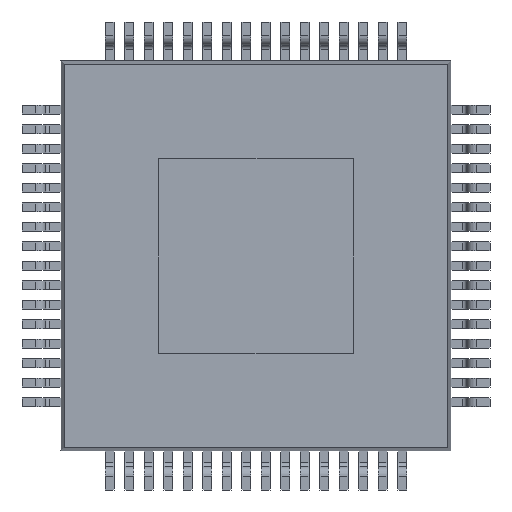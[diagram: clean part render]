
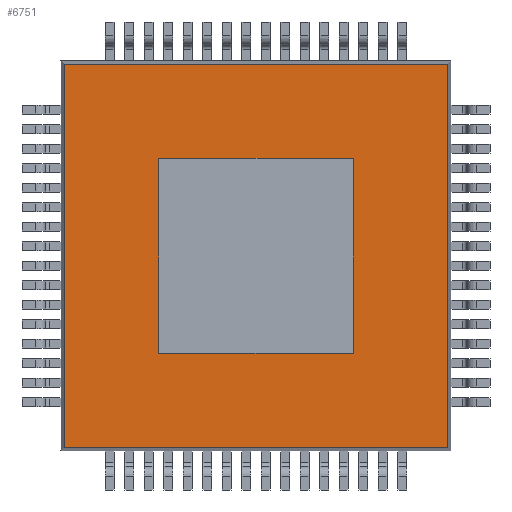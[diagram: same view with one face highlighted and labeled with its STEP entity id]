
A CAD part, front view. The second image highlights one B-rep face of the part: STEP entity #6751.
In plain terms, the highlighted planar face has unit normal (0, -1, 0).
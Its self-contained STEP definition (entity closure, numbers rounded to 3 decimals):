
#192 = CARTESIAN_POINT ( 'NONE',  ( 2.5, 0.2, -2.5 ) ) ;
#251 = DIRECTION ( 'NONE',  ( 0., 0., 1. ) ) ;
#916 = ORIENTED_EDGE ( 'NONE', *, *, #25817, .F. ) ;
#1254 = DIRECTION ( 'NONE',  ( 0., 0., 1. ) ) ;
#1473 = DIRECTION ( 'NONE',  ( 0., 0., -1. ) ) ;
#1687 = VECTOR ( 'NONE', #3278, 1000. ) ;
#2968 = VECTOR ( 'NONE', #251, 1000. ) ;
#3278 = DIRECTION ( 'NONE',  ( -1., 0., 0. ) ) ;
#3457 = DIRECTION ( 'NONE',  ( 1., 0., 0. ) ) ;
#3766 = CARTESIAN_POINT ( 'NONE',  ( 4.923, 0.2, -5. ) ) ;
#5123 = LINE ( 'NONE', #26595, #17530 ) ;
#5718 = VECTOR ( 'NONE', #1473, 1000. ) ;
#5811 = EDGE_CURVE ( 'NONE', #15360, #9481, #7616, .T. ) ;
#6063 = EDGE_LOOP ( 'NONE', ( #26420, #17286, #11470, #19169 ) ) ;
#6278 = DIRECTION ( 'NONE',  ( 1., 0., 0. ) ) ;
#6301 = VECTOR ( 'NONE', #6278, 1000. ) ;
#6751 = ADVANCED_FACE ( 'NONE', ( #26498, #28586 ), #18797, .T. ) ;
#7165 = CARTESIAN_POINT ( 'NONE',  ( -2.5, 0.2, -2.5 ) ) ;
#7616 = LINE ( 'NONE', #24390, #22422 ) ;
#7805 = CARTESIAN_POINT ( 'NONE',  ( 0., 0.2, 0. ) ) ;
#7889 = EDGE_CURVE ( 'NONE', #27685, #8179, #22286, .T. ) ;
#8179 = VERTEX_POINT ( 'NONE', #18050 ) ;
#9481 = VERTEX_POINT ( 'NONE', #16333 ) ;
#10029 = DIRECTION ( 'NONE',  ( 0., -1., 0. ) ) ;
#10361 = CARTESIAN_POINT ( 'NONE',  ( -4.923, 0.2, 5. ) ) ;
#10427 = VECTOR ( 'NONE', #1254, 1000. ) ;
#11470 = ORIENTED_EDGE ( 'NONE', *, *, #21930, .T. ) ;
#12846 = CARTESIAN_POINT ( 'NONE',  ( -5., 0.2, -4.923 ) ) ;
#13672 = EDGE_CURVE ( 'NONE', #23585, #15360, #15036, .T. ) ;
#13899 = LINE ( 'NONE', #12846, #6301 ) ;
#14247 = VERTEX_POINT ( 'NONE', #7165 ) ;
#14539 = DIRECTION ( 'NONE',  ( 0., 0., -1. ) ) ;
#15036 = LINE ( 'NONE', #18107, #2968 ) ;
#15360 = VERTEX_POINT ( 'NONE', #26624 ) ;
#15869 = EDGE_LOOP ( 'NONE', ( #916, #27779, #21638, #17185 ) ) ;
#16333 = CARTESIAN_POINT ( 'NONE',  ( -2.5, 0.2, 2.5 ) ) ;
#16924 = CARTESIAN_POINT ( 'NONE',  ( 2.5, 0.2, -2.5 ) ) ;
#17185 = ORIENTED_EDGE ( 'NONE', *, *, #17463, .F. ) ;
#17286 = ORIENTED_EDGE ( 'NONE', *, *, #7889, .T. ) ;
#17463 = EDGE_CURVE ( 'NONE', #14247, #23585, #25513, .T. ) ;
#17530 = VECTOR ( 'NONE', #26501, 1000. ) ;
#18050 = CARTESIAN_POINT ( 'NONE',  ( -4.923, 0.2, -4.923 ) ) ;
#18107 = CARTESIAN_POINT ( 'NONE',  ( 2.5, 0.2, 2.5 ) ) ;
#18797 = PLANE ( 'NONE',  #21475 ) ;
#19169 = ORIENTED_EDGE ( 'NONE', *, *, #22360, .T. ) ;
#19297 = VECTOR ( 'NONE', #3457, 1000. ) ;
#21475 = AXIS2_PLACEMENT_3D ( 'NONE', #7805, #10029, #14539 ) ;
#21638 = ORIENTED_EDGE ( 'NONE', *, *, #13672, .F. ) ;
#21752 = DIRECTION ( 'NONE',  ( -1., 0., 0. ) ) ;
#21930 = EDGE_CURVE ( 'NONE', #8179, #25867, #13899, .T. ) ;
#22286 = LINE ( 'NONE', #10361, #5718 ) ;
#22360 = EDGE_CURVE ( 'NONE', #25867, #24402, #24925, .T. ) ;
#22422 = VECTOR ( 'NONE', #21752, 1000. ) ;
#23412 = CARTESIAN_POINT ( 'NONE',  ( 5., 0.2, 4.923 ) ) ;
#23585 = VERTEX_POINT ( 'NONE', #192 ) ;
#23768 = CARTESIAN_POINT ( 'NONE',  ( -4.923, 0.2, 4.923 ) ) ;
#24390 = CARTESIAN_POINT ( 'NONE',  ( 2.5, 0.2, 2.5 ) ) ;
#24402 = VERTEX_POINT ( 'NONE', #24770 ) ;
#24770 = CARTESIAN_POINT ( 'NONE',  ( 4.923, 0.2, 4.923 ) ) ;
#24925 = LINE ( 'NONE', #3766, #10427 ) ;
#25513 = LINE ( 'NONE', #16924, #19297 ) ;
#25555 = EDGE_CURVE ( 'NONE', #24402, #27685, #26888, .T. ) ;
#25817 = EDGE_CURVE ( 'NONE', #9481, #14247, #5123, .T. ) ;
#25867 = VERTEX_POINT ( 'NONE', #26994 ) ;
#26420 = ORIENTED_EDGE ( 'NONE', *, *, #25555, .T. ) ;
#26498 = FACE_BOUND ( 'NONE', #15869, .T. ) ;
#26501 = DIRECTION ( 'NONE',  ( 0., 0., -1. ) ) ;
#26595 = CARTESIAN_POINT ( 'NONE',  ( -2.5, 0.2, 2.5 ) ) ;
#26624 = CARTESIAN_POINT ( 'NONE',  ( 2.5, 0.2, 2.5 ) ) ;
#26888 = LINE ( 'NONE', #23412, #1687 ) ;
#26994 = CARTESIAN_POINT ( 'NONE',  ( 4.923, 0.2, -4.923 ) ) ;
#27685 = VERTEX_POINT ( 'NONE', #23768 ) ;
#27779 = ORIENTED_EDGE ( 'NONE', *, *, #5811, .F. ) ;
#28586 = FACE_OUTER_BOUND ( 'NONE', #6063, .T. ) ;
